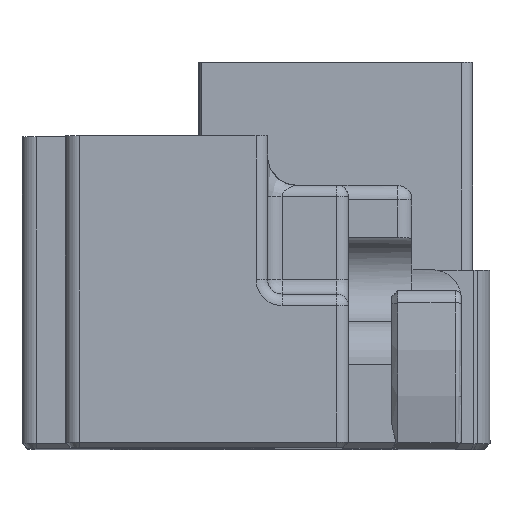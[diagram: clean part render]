
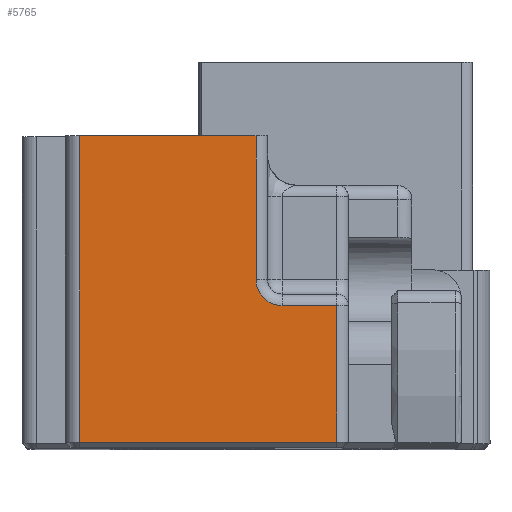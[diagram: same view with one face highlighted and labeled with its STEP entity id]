
A CAD part, top view. The second image highlights one B-rep face of the part: STEP entity #5765.
In plain terms, the highlighted planar face has unit normal (0, 0, 1).
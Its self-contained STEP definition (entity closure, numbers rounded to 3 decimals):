
#266=PLANE('',#6291);
#508=LINE('',#9016,#1083);
#794=LINE('',#9842,#1369);
#795=LINE('',#9847,#1370);
#797=LINE('',#9856,#1372);
#798=LINE('',#9858,#1373);
#799=LINE('',#9860,#1374);
#1083=VECTOR('',#7068,10.);
#1369=VECTOR('',#7760,10.);
#1370=VECTOR('',#7767,10.);
#1372=VECTOR('',#7777,10.);
#1373=VECTOR('',#7778,10.);
#1374=VECTOR('',#7779,10.);
#1772=FACE_OUTER_BOUND('',#2106,.T.);
#2106=EDGE_LOOP('',(#5140,#5141,#5142,#5143,#5144,#5145,#5146));
#2376=CIRCLE('',#6292,1.8);
#2663=VERTEX_POINT('',#9009);
#2665=VERTEX_POINT('',#9014);
#2894=VERTEX_POINT('',#9841);
#2895=VERTEX_POINT('',#9845);
#2898=VERTEX_POINT('',#9855);
#2899=VERTEX_POINT('',#9857);
#2900=VERTEX_POINT('',#9859);
#3298=EDGE_CURVE('',#2663,#2665,#508,.T.);
#3667=EDGE_CURVE('',#2663,#2894,#794,.T.);
#3670=EDGE_CURVE('',#2895,#2665,#795,.T.);
#3674=EDGE_CURVE('',#2898,#2895,#797,.T.);
#3675=EDGE_CURVE('',#2899,#2898,#798,.T.);
#3676=EDGE_CURVE('',#2900,#2899,#799,.T.);
#3677=EDGE_CURVE('',#2894,#2900,#2376,.T.);
#5140=ORIENTED_EDGE('',*,*,#3298,.T.);
#5141=ORIENTED_EDGE('',*,*,#3670,.F.);
#5142=ORIENTED_EDGE('',*,*,#3674,.F.);
#5143=ORIENTED_EDGE('',*,*,#3675,.F.);
#5144=ORIENTED_EDGE('',*,*,#3676,.F.);
#5145=ORIENTED_EDGE('',*,*,#3677,.F.);
#5146=ORIENTED_EDGE('',*,*,#3667,.F.);
#5765=ADVANCED_FACE('',(#1772),#266,.F.);
#6291=AXIS2_PLACEMENT_3D('',#9854,#7775,#7776);
#6292=AXIS2_PLACEMENT_3D('',#9861,#7780,#7781);
#7068=DIRECTION('',(-1.,0.,0.));
#7760=DIRECTION('',(0.,-1.,0.));
#7767=DIRECTION('',(0.,1.,0.));
#7775=DIRECTION('center_axis',(0.,0.,
-1.));
#7776=DIRECTION('ref_axis',(-1.,0.,0.));
#7777=DIRECTION('',(-1.,0.,0.));
#7778=DIRECTION('',(0.,-1.,0.));
#7779=DIRECTION('',(1.,0.,0.));
#7780=DIRECTION('center_axis',(0.,0.,
1.));
#7781=DIRECTION('ref_axis',(-0.707,-0.707,0.));
#9009=CARTESIAN_POINT('',(-59.629,128.542,40.967));
#9014=CARTESIAN_POINT('',(-71.829,128.542,40.967));
#9016=CARTESIAN_POINT('',(-56.679,128.542,40.967));
#9841=CARTESIAN_POINT('',(-59.629,118.592,40.967));
#9842=CARTESIAN_POINT('',(-59.629,129.842,40.967));
#9845=CARTESIAN_POINT('',(-71.829,107.342,40.967));
#9847=CARTESIAN_POINT('',(-71.829,118.542,40.967));
#9854=CARTESIAN_POINT('Origin',(-53.729,108.542,40.967));
#9855=CARTESIAN_POINT('',(-54.029,107.342,40.967));
#9856=CARTESIAN_POINT('',(-51.029,107.342,40.967));
#9857=CARTESIAN_POINT('',(-54.029,116.792,40.967));
#9858=CARTESIAN_POINT('',(-54.029,123.442,40.967));
#9859=CARTESIAN_POINT('',(-57.829,116.792,40.967));
#9860=CARTESIAN_POINT('',(-56.179,116.792,40.967));
#9861=CARTESIAN_POINT('Origin',(-57.829,118.592,40.967));
